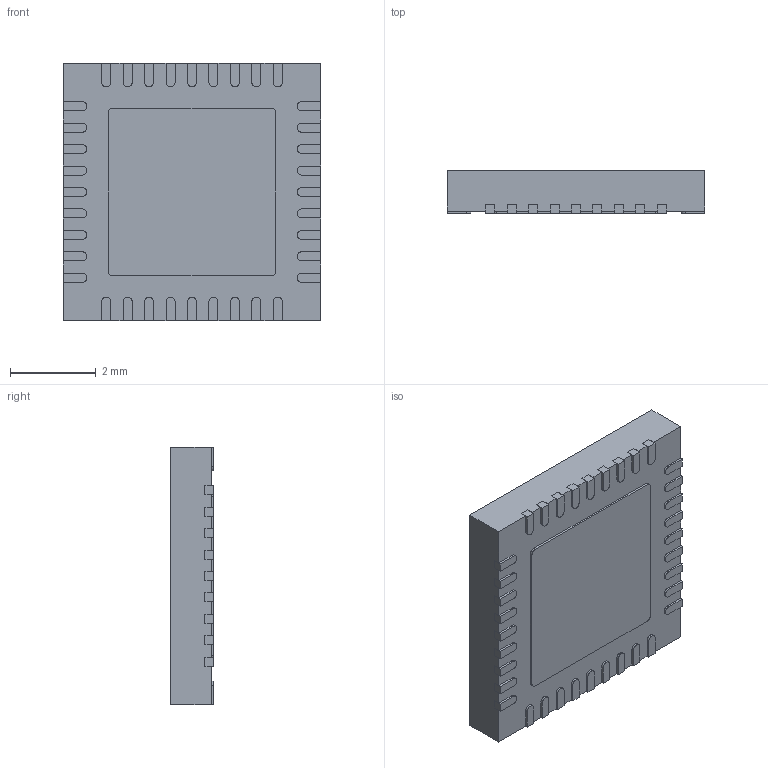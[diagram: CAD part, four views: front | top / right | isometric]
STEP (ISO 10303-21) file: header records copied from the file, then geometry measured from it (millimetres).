
FILE_DESCRIPTION (( 'STEP AP214' ), '1' );
FILE_NAME ('TJA1100HNZ.STEP', '2020-02-05T07:59:12', ( '' ), ( '' ), 'SwSTEP 2.0', 'SolidWorks 2017', '' );
FILE_SCHEMA (( 'AUTOMOTIVE_DESIGN' ));
Length unit declared in the file: millimetre
Products named in the file (1): TJA1100HNZ
Bounding box: 6 x 1 x 6 mm (x, y, z)
Volume: 35.2 mm3; surface area: 154.3 mm2
Topology: 38 solids, 38 shells, 403 faces, 978 edges, 652 vertices
Faces by surface type: plane 305, cylinder 98
Entity records: 12095 total; most frequent: CARTESIAN_POINT 2034, DIRECTION 1982, ORIENTED_EDGE 1956, EDGE_CURVE 978, LINE 782, VECTOR 782, VERTEX_POINT 652, AXIS2_PLACEMENT_3D 600
